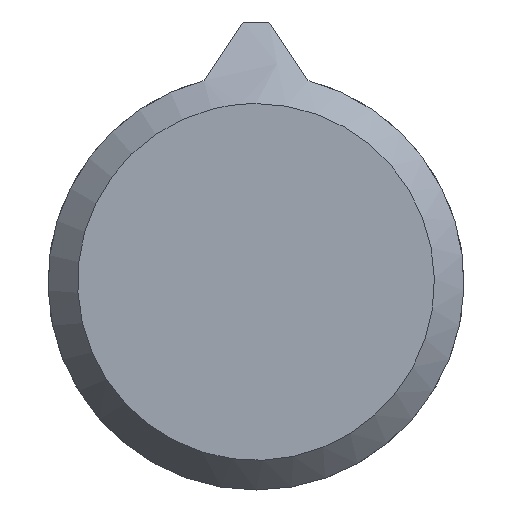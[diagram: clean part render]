
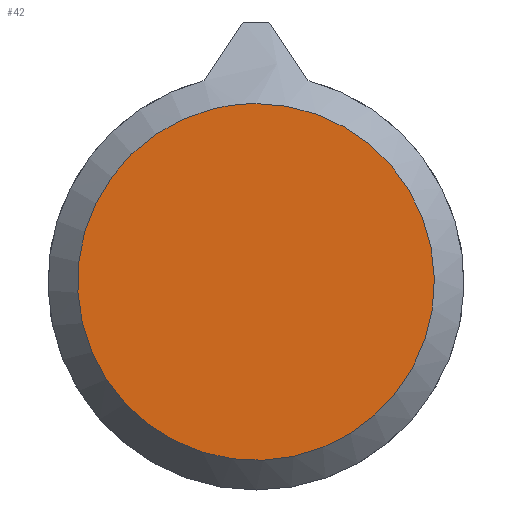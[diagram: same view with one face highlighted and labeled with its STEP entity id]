
A CAD part, front view. The second image highlights one B-rep face of the part: STEP entity #42.
In plain terms, the highlighted planar face has unit normal (0, -1, 0).
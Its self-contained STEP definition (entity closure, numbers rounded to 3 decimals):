
#42 = ADVANCED_FACE ( 'NONE', ( #13795 ), #8549, .F. ) ;
#493 = DIRECTION ( 'NONE',  ( 0., -1., 0. ) ) ;
#1849 = DIRECTION ( 'NONE',  ( 0., 0., -1. ) ) ;
#2188 = CARTESIAN_POINT ( 'NONE',  ( 0., 0., 0. ) ) ;
#2995 = CIRCLE ( 'NONE', #3201, 6.861 ) ;
#3201 = AXIS2_PLACEMENT_3D ( 'NONE', #4414, #493, #1849 ) ;
#4143 = CARTESIAN_POINT ( 'NONE',  ( 0., 0., -6.861 ) ) ;
#4414 = CARTESIAN_POINT ( 'NONE',  ( 0., 0., 0. ) ) ;
#8549 = PLANE ( 'NONE',  #13535 ) ;
#9134 = VERTEX_POINT ( 'NONE', #4143 ) ;
#12736 = DIRECTION ( 'NONE',  ( 0., 1., 0. ) ) ;
#13535 = AXIS2_PLACEMENT_3D ( 'NONE', #2188, #12736, #14060 ) ;
#13795 = FACE_OUTER_BOUND ( 'NONE', #14846, .T. ) ;
#14060 = DIRECTION ( 'NONE',  ( 0., 0., 1. ) ) ;
#14846 = EDGE_LOOP ( 'NONE', ( #16614 ) ) ;
#14943 = EDGE_CURVE ( 'NONE', #9134, #9134, #2995, .T. ) ;
#16614 = ORIENTED_EDGE ( 'NONE', *, *, #14943, .T. ) ;
